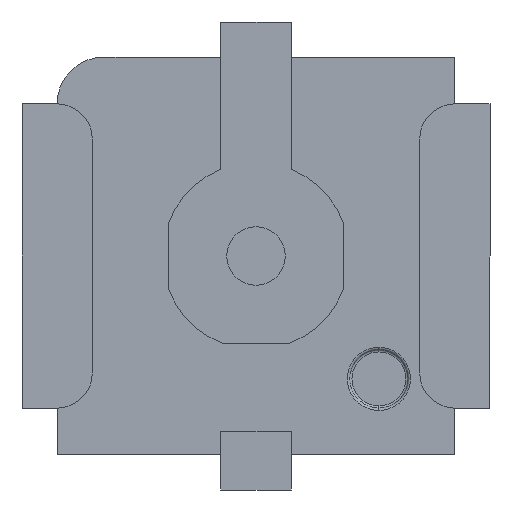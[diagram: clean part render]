
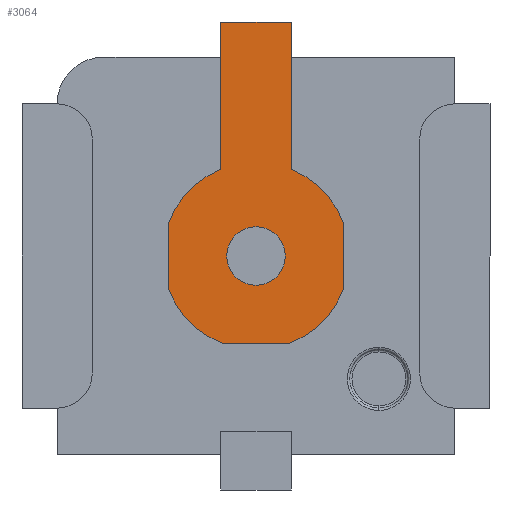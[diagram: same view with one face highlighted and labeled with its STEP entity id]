
A CAD part, front view. The second image highlights one B-rep face of the part: STEP entity #3064.
In plain terms, the highlighted planar face has unit normal (0, -1, 0).
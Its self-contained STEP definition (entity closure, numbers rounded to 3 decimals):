
#5 = CARTESIAN_POINT ( 'NONE',  ( -0.15, 0., 1. ) ) ;
#22 = VERTEX_POINT ( 'NONE', #893 ) ;
#32 = CARTESIAN_POINT ( 'NONE',  ( 0., 0., -0.125 ) ) ;
#47 = CARTESIAN_POINT ( 'NONE',  ( -0.139, 0., -0.375 ) ) ;
#71 = CARTESIAN_POINT ( 'NONE',  ( -0.375, 0., -0.139 ) ) ;
#243 = CARTESIAN_POINT ( 'NONE',  ( 0.139, 0., -0.375 ) ) ;
#290 = CIRCLE ( 'NONE', #3366, 0.4 ) ;
#299 = VERTEX_POINT ( 'NONE', #32 ) ;
#307 = VERTEX_POINT ( 'NONE', #2916 ) ;
#357 = VECTOR ( 'NONE', #1893, 1000. ) ;
#369 = AXIS2_PLACEMENT_3D ( 'NONE', #537, #1602, #3387 ) ;
#373 = CARTESIAN_POINT ( 'NONE',  ( -0.139, 0., -0.375 ) ) ;
#446 = LINE ( 'NONE', #3336, #2925 ) ;
#455 = AXIS2_PLACEMENT_3D ( 'NONE', #464, #1812, #2825 ) ;
#464 = CARTESIAN_POINT ( 'NONE',  ( 0., 0., 0. ) ) ;
#496 = EDGE_CURVE ( 'NONE', #2172, #3275, #446, .T. ) ;
#537 = CARTESIAN_POINT ( 'NONE',  ( 0., 0., 0. ) ) ;
#628 = VECTOR ( 'NONE', #1922, 1000. ) ;
#671 = DIRECTION ( 'NONE',  ( 0., -1., 0. ) ) ;
#684 = CIRCLE ( 'NONE', #1513, 0.125 ) ;
#736 = PLANE ( 'NONE',  #369 ) ;
#829 = EDGE_CURVE ( 'NONE', #907, #3243, #2499, .T. ) ;
#853 = LINE ( 'NONE', #71, #357 ) ;
#857 = DIRECTION ( 'NONE',  ( 0., 0., -1. ) ) ;
#868 = EDGE_CURVE ( 'NONE', #3243, #2910, #3369, .T. ) ;
#882 = EDGE_CURVE ( 'NONE', #22, #307, #1826, .T. ) ;
#893 = CARTESIAN_POINT ( 'NONE',  ( 0.15, 0., 0.371 ) ) ;
#902 = ORIENTED_EDGE ( 'NONE', *, *, #868, .T. ) ;
#907 = VERTEX_POINT ( 'NONE', #243 ) ;
#937 = AXIS2_PLACEMENT_3D ( 'NONE', #1360, #2410, #857 ) ;
#939 = CARTESIAN_POINT ( 'NONE',  ( -0.15, 0., 0.371 ) ) ;
#941 = CARTESIAN_POINT ( 'NONE',  ( -0.375, 0., -0.139 ) ) ;
#968 = VECTOR ( 'NONE', #2888, 1000. ) ;
#993 = EDGE_CURVE ( 'NONE', #2126, #299, #684, .T. ) ;
#1007 = EDGE_CURVE ( 'NONE', #307, #2172, #2372, .T. ) ;
#1013 = DIRECTION ( 'NONE',  ( 0., 0., -1. ) ) ;
#1015 = CARTESIAN_POINT ( 'NONE',  ( 0., 0., 0. ) ) ;
#1039 = CARTESIAN_POINT ( 'NONE',  ( 0.375, 0., -0.139 ) ) ;
#1089 = EDGE_CURVE ( 'NONE', #1302, #1948, #290, .T. ) ;
#1215 = ORIENTED_EDGE ( 'NONE', *, *, #882, .T. ) ;
#1302 = VERTEX_POINT ( 'NONE', #941 ) ;
#1360 = CARTESIAN_POINT ( 'NONE',  ( 0., 0., 0. ) ) ;
#1371 = ORIENTED_EDGE ( 'NONE', *, *, #1007, .T. ) ;
#1373 = DIRECTION ( 'NONE',  ( 0., -1., 0. ) ) ;
#1431 = DIRECTION ( 'NONE',  ( 0., 0., -1. ) ) ;
#1493 = DIRECTION ( 'NONE',  ( 0., 0., 1. ) ) ;
#1513 = AXIS2_PLACEMENT_3D ( 'NONE', #2155, #1373, #2187 ) ;
#1547 = FACE_OUTER_BOUND ( 'NONE', #2158, .T. ) ;
#1602 = DIRECTION ( 'NONE',  ( 0., -1., 0. ) ) ;
#1606 = CARTESIAN_POINT ( 'NONE',  ( -0.15, 0., 1. ) ) ;
#1623 = LINE ( 'NONE', #47, #628 ) ;
#1635 = CIRCLE ( 'NONE', #2073, 0.125 ) ;
#1719 = CARTESIAN_POINT ( 'NONE',  ( -0.375, 0., 0.139 ) ) ;
#1794 = ORIENTED_EDGE ( 'NONE', *, *, #1883, .T. ) ;
#1812 = DIRECTION ( 'NONE',  ( 0., -1., 0. ) ) ;
#1826 = LINE ( 'NONE', #3119, #2602 ) ;
#1828 = FACE_BOUND ( 'NONE', #2194, .T. ) ;
#1883 = EDGE_CURVE ( 'NONE', #2333, #1302, #853, .T. ) ;
#1887 = CARTESIAN_POINT ( 'NONE',  ( 0.375, 0., -0.139 ) ) ;
#1893 = DIRECTION ( 'NONE',  ( 0., 0., -1. ) ) ;
#1907 = ORIENTED_EDGE ( 'NONE', *, *, #3346, .T. ) ;
#1922 = DIRECTION ( 'NONE',  ( 1., 0., 0. ) ) ;
#1948 = VERTEX_POINT ( 'NONE', #373 ) ;
#1996 = ORIENTED_EDGE ( 'NONE', *, *, #496, .T. ) ;
#2039 = AXIS2_PLACEMENT_3D ( 'NONE', #3014, #671, #1431 ) ;
#2073 = AXIS2_PLACEMENT_3D ( 'NONE', #1015, #2343, #2083 ) ;
#2078 = DIRECTION ( 'NONE',  ( 0., 0., -1. ) ) ;
#2083 = DIRECTION ( 'NONE',  ( 0., 0., -1. ) ) ;
#2086 = CIRCLE ( 'NONE', #937, 0.4 ) ;
#2108 = DIRECTION ( 'NONE',  ( 0., -1., 0. ) ) ;
#2126 = VERTEX_POINT ( 'NONE', #3356 ) ;
#2155 = CARTESIAN_POINT ( 'NONE',  ( 0., 0., 0. ) ) ;
#2158 = EDGE_LOOP ( 'NONE', ( #1907, #1794, #2374, #2685, #3178, #902, #2363, #1215, #1371, #1996 ) ) ;
#2166 = EDGE_CURVE ( 'NONE', #299, #2126, #1635, .T. ) ;
#2172 = VERTEX_POINT ( 'NONE', #1606 ) ;
#2187 = DIRECTION ( 'NONE',  ( 0., 0., -1. ) ) ;
#2194 = EDGE_LOOP ( 'NONE', ( #3166, #2642 ) ) ;
#2272 = EDGE_CURVE ( 'NONE', #1948, #907, #1623, .T. ) ;
#2310 = CIRCLE ( 'NONE', #2039, 0.4 ) ;
#2333 = VERTEX_POINT ( 'NONE', #1719 ) ;
#2343 = DIRECTION ( 'NONE',  ( 0., -1., 0. ) ) ;
#2363 = ORIENTED_EDGE ( 'NONE', *, *, #2734, .T. ) ;
#2372 = LINE ( 'NONE', #5, #968 ) ;
#2374 = ORIENTED_EDGE ( 'NONE', *, *, #1089, .T. ) ;
#2410 = DIRECTION ( 'NONE',  ( 0., -1., 0. ) ) ;
#2499 = CIRCLE ( 'NONE', #455, 0.4 ) ;
#2602 = VECTOR ( 'NONE', #2854, 1000. ) ;
#2642 = ORIENTED_EDGE ( 'NONE', *, *, #993, .F. ) ;
#2685 = ORIENTED_EDGE ( 'NONE', *, *, #2272, .T. ) ;
#2734 = EDGE_CURVE ( 'NONE', #2910, #22, #2086, .T. ) ;
#2825 = DIRECTION ( 'NONE',  ( 0., 0., -1. ) ) ;
#2854 = DIRECTION ( 'NONE',  ( 0., 0., 1. ) ) ;
#2886 = CARTESIAN_POINT ( 'NONE',  ( 0., 0., 0. ) ) ;
#2888 = DIRECTION ( 'NONE',  ( -1., 0., 0. ) ) ;
#2910 = VERTEX_POINT ( 'NONE', #3315 ) ;
#2916 = CARTESIAN_POINT ( 'NONE',  ( 0.15, 0., 1. ) ) ;
#2925 = VECTOR ( 'NONE', #1013, 1000. ) ;
#3014 = CARTESIAN_POINT ( 'NONE',  ( 0., 0., 0. ) ) ;
#3030 = VECTOR ( 'NONE', #1493, 1000. ) ;
#3064 = ADVANCED_FACE ( 'NONE', ( #1828, #1547 ), #736, .T. ) ;
#3119 = CARTESIAN_POINT ( 'NONE',  ( 0.15, 0., 0.371 ) ) ;
#3166 = ORIENTED_EDGE ( 'NONE', *, *, #2166, .F. ) ;
#3178 = ORIENTED_EDGE ( 'NONE', *, *, #829, .T. ) ;
#3243 = VERTEX_POINT ( 'NONE', #1887 ) ;
#3275 = VERTEX_POINT ( 'NONE', #939 ) ;
#3315 = CARTESIAN_POINT ( 'NONE',  ( 0.375, 0., 0.139 ) ) ;
#3336 = CARTESIAN_POINT ( 'NONE',  ( -0.15, 0., 0.371 ) ) ;
#3346 = EDGE_CURVE ( 'NONE', #3275, #2333, #2310, .T. ) ;
#3356 = CARTESIAN_POINT ( 'NONE',  ( 0., 0., 0.125 ) ) ;
#3366 = AXIS2_PLACEMENT_3D ( 'NONE', #2886, #2108, #2078 ) ;
#3369 = LINE ( 'NONE', #1039, #3030 ) ;
#3387 = DIRECTION ( 'NONE',  ( 0., 0., -1. ) ) ;
